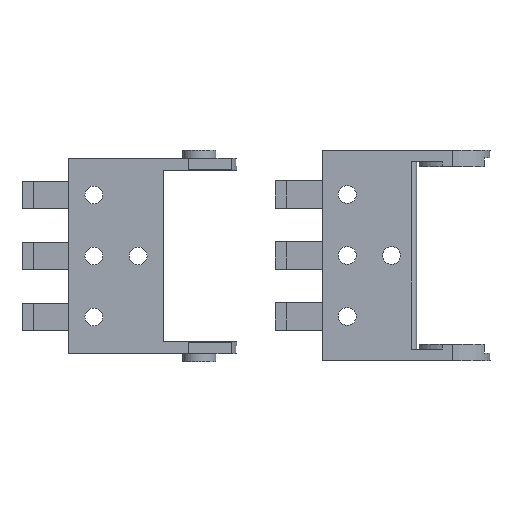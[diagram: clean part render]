
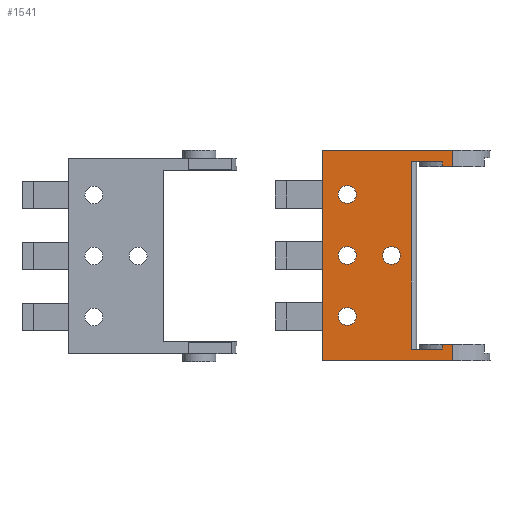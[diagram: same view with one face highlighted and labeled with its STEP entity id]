
A CAD part, front view. The second image highlights one B-rep face of the part: STEP entity #1541.
In plain terms, the highlighted planar face has unit normal (0, -1, 0).
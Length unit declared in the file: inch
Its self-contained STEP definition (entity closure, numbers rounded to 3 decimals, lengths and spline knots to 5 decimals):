
#17 = FACE_BOUND ( 'NONE', #1286, .T. ) ;
#33 = VERTEX_POINT ( 'NONE', #1934 ) ;
#134 = VECTOR ( 'NONE', #3661, 39.37008 ) ;
#143 = DIRECTION ( 'NONE',  ( 0., 1., 0. ) ) ;
#183 = ORIENTED_EDGE ( 'NONE', *, *, #1331, .T. ) ;
#194 = CIRCLE ( 'NONE', #993, 0.06299 ) ;
#196 = CARTESIAN_POINT ( 'NONE',  ( -0.74803, -0.26575, 0. ) ) ;
#211 = CARTESIAN_POINT ( 'NONE',  ( 0., -0.26575, 0.66535 ) ) ;
#220 = CARTESIAN_POINT ( 'NONE',  ( 0., -0.26575, 0.62992 ) ) ;
#245 = DIRECTION ( 'NONE',  ( 1., 0., 0. ) ) ;
#246 = VECTOR ( 'NONE', #2278, 39.37008 ) ;
#266 = EDGE_CURVE ( 'NONE', #3674, #3645, #3080, .T. ) ;
#324 = VECTOR ( 'NONE', #3951, 39.37008 ) ;
#401 = VECTOR ( 'NONE', #4121, 39.37008 ) ;
#407 = VERTEX_POINT ( 'NONE', #220 ) ;
#408 = VECTOR ( 'NONE', #2489, 39.37008 ) ;
#432 = DIRECTION ( 'NONE',  ( 0., 0., 1. ) ) ;
#433 = LINE ( 'NONE', #2652, #3072 ) ;
#435 = EDGE_CURVE ( 'NONE', #786, #2183, #1828, .T. ) ;
#454 = CARTESIAN_POINT ( 'NONE',  ( -0.43307, -0.26575, 0. ) ) ;
#489 = CARTESIAN_POINT ( 'NONE',  ( -0.29528, -0.26575, 0.66535 ) ) ;
#504 = LINE ( 'NONE', #2074, #1779 ) ;
#544 = LINE ( 'NONE', #211, #2683 ) ;
#602 = EDGE_CURVE ( 'NONE', #3674, #407, #3376, .T. ) ;
#616 = CARTESIAN_POINT ( 'NONE',  ( -0.07299, -0.26575, -0.62992 ) ) ;
#658 = PLANE ( 'NONE',  #2583 ) ;
#678 = VERTEX_POINT ( 'NONE', #1663 ) ;
#680 = DIRECTION ( 'NONE',  ( 0., -1., 0. ) ) ;
#719 = CARTESIAN_POINT ( 'NONE',  ( -0.74803, -0.26575, 0.49606 ) ) ;
#766 = ORIENTED_EDGE ( 'NONE', *, *, #602, .T. ) ;
#773 = ORIENTED_EDGE ( 'NONE', *, *, #266, .F. ) ;
#786 = VERTEX_POINT ( 'NONE', #2479 ) ;
#821 = ORIENTED_EDGE ( 'NONE', *, *, #1561, .T. ) ;
#906 = CARTESIAN_POINT ( 'NONE',  ( 0., -0.26575, 0.74803 ) ) ;
#919 = DIRECTION ( 'NONE',  ( 0., 1., 0. ) ) ;
#966 = VERTEX_POINT ( 'NONE', #489 ) ;
#993 = AXIS2_PLACEMENT_3D ( 'NONE', #2041, #143, #2426 ) ;
#1071 = CARTESIAN_POINT ( 'NONE',  ( -0.07299, -0.26575, 0. ) ) ;
#1138 = ORIENTED_EDGE ( 'NONE', *, *, #2574, .T. ) ;
#1173 = CIRCLE ( 'NONE', #2587, 0.06299 ) ;
#1186 = CARTESIAN_POINT ( 'NONE',  ( 0., -0.26575, -0.62992 ) ) ;
#1210 = EDGE_CURVE ( 'NONE', #966, #3645, #544, .T. ) ;
#1225 = ORIENTED_EDGE ( 'NONE', *, *, #3427, .T. ) ;
#1280 = FACE_BOUND ( 'NONE', #2009, .T. ) ;
#1286 = EDGE_LOOP ( 'NONE', ( #821 ) ) ;
#1331 = EDGE_CURVE ( 'NONE', #407, #1802, #2106, .T. ) ;
#1343 = VERTEX_POINT ( 'NONE', #719 ) ;
#1361 = CARTESIAN_POINT ( 'NONE',  ( 0., -0.26575, -0.62992 ) ) ;
#1375 = LINE ( 'NONE', #1071, #324 ) ;
#1400 = EDGE_LOOP ( 'NONE', ( #3116, #773, #766, #183, #1628, #1225, #2851, #3085, #1694, #2244, #3493, #1138 ) ) ;
#1436 = EDGE_CURVE ( 'NONE', #1802, #1921, #2193, .T. ) ;
#1478 = DIRECTION ( 'NONE',  ( 0., 0., 1. ) ) ;
#1502 = ORIENTED_EDGE ( 'NONE', *, *, #2088, .T. ) ;
#1511 = CIRCLE ( 'NONE', #1841, 0.06299 ) ;
#1541 = ADVANCED_FACE ( 'NONE', ( #17, #2252, #3567, #1280, #2568 ), #658, .T. ) ;
#1561 = EDGE_CURVE ( 'NONE', #33, #33, #1511, .T. ) ;
#1628 = ORIENTED_EDGE ( 'NONE', *, *, #1436, .T. ) ;
#1630 = CARTESIAN_POINT ( 'NONE',  ( -0.9252, -0.26575, 0. ) ) ;
#1663 = CARTESIAN_POINT ( 'NONE',  ( -0.74803, -0.26575, 0.06299 ) ) ;
#1694 = ORIENTED_EDGE ( 'NONE', *, *, #3237, .T. ) ;
#1704 = DIRECTION ( 'NONE',  ( 1., 0., 0. ) ) ;
#1737 = CARTESIAN_POINT ( 'NONE',  ( -0.07299, -0.26575, -0.66535 ) ) ;
#1779 = VECTOR ( 'NONE', #3325, 39.37008 ) ;
#1794 = EDGE_CURVE ( 'NONE', #678, #678, #3798, .T. ) ;
#1802 = VERTEX_POINT ( 'NONE', #906 ) ;
#1828 = LINE ( 'NONE', #2838, #401 ) ;
#1831 = CARTESIAN_POINT ( 'NONE',  ( 0., -0.26575, 0. ) ) ;
#1841 = AXIS2_PLACEMENT_3D ( 'NONE', #454, #2635, #432 ) ;
#1921 = VERTEX_POINT ( 'NONE', #2447 ) ;
#1922 = CARTESIAN_POINT ( 'NONE',  ( -0.07299, -0.26575, 0.66535 ) ) ;
#1933 = EDGE_CURVE ( 'NONE', #2018, #2536, #504, .T. ) ;
#1934 = CARTESIAN_POINT ( 'NONE',  ( -0.43307, -0.26575, 0.06299 ) ) ;
#1962 = ORIENTED_EDGE ( 'NONE', *, *, #1794, .T. ) ;
#2009 = EDGE_LOOP ( 'NONE', ( #1502 ) ) ;
#2018 = VERTEX_POINT ( 'NONE', #1737 ) ;
#2041 = CARTESIAN_POINT ( 'NONE',  ( -0.74803, -0.26575, 0.43307 ) ) ;
#2044 = VECTOR ( 'NONE', #2613, 39.37008 ) ;
#2074 = CARTESIAN_POINT ( 'NONE',  ( 0., -0.26575, -0.66535 ) ) ;
#2088 = EDGE_CURVE ( 'NONE', #3315, #3315, #1173, .T. ) ;
#2106 = LINE ( 'NONE', #1831, #408 ) ;
#2118 = AXIS2_PLACEMENT_3D ( 'NONE', #196, #4103, #2437 ) ;
#2183 = VERTEX_POINT ( 'NONE', #1186 ) ;
#2193 = LINE ( 'NONE', #3483, #2044 ) ;
#2203 = LINE ( 'NONE', #1630, #3682 ) ;
#2221 = EDGE_LOOP ( 'NONE', ( #3193 ) ) ;
#2243 = DIRECTION ( 'NONE',  ( 0., 0., -1. ) ) ;
#2244 = ORIENTED_EDGE ( 'NONE', *, *, #3684, .F. ) ;
#2249 = CARTESIAN_POINT ( 'NONE',  ( -0.74803, -0.26575, -0.37008 ) ) ;
#2252 = FACE_BOUND ( 'NONE', #2905, .T. ) ;
#2278 = DIRECTION ( 'NONE',  ( 0., 0., 1. ) ) ;
#2293 = VERTEX_POINT ( 'NONE', #2386 ) ;
#2298 = DIRECTION ( 'NONE',  ( 0., 0., -1. ) ) ;
#2379 = DIRECTION ( 'NONE',  ( -1., 0., 0. ) ) ;
#2386 = CARTESIAN_POINT ( 'NONE',  ( -0.9252, -0.26575, -0.74803 ) ) ;
#2426 = DIRECTION ( 'NONE',  ( 0., 0., 1. ) ) ;
#2437 = DIRECTION ( 'NONE',  ( 0., 0., 1. ) ) ;
#2443 = CARTESIAN_POINT ( 'NONE',  ( -0.29528, -0.26575, -0.66535 ) ) ;
#2447 = CARTESIAN_POINT ( 'NONE',  ( -0.9252, -0.26575, 0.74803 ) ) ;
#2479 = CARTESIAN_POINT ( 'NONE',  ( 0., -0.26575, -0.74803 ) ) ;
#2489 = DIRECTION ( 'NONE',  ( 0., 0., 1. ) ) ;
#2536 = VERTEX_POINT ( 'NONE', #2443 ) ;
#2568 = FACE_OUTER_BOUND ( 'NONE', #1400, .T. ) ;
#2574 = EDGE_CURVE ( 'NONE', #2536, #966, #4146, .T. ) ;
#2583 = AXIS2_PLACEMENT_3D ( 'NONE', #3900, #680, #2298 ) ;
#2587 = AXIS2_PLACEMENT_3D ( 'NONE', #3448, #919, #3819 ) ;
#2613 = DIRECTION ( 'NONE',  ( -1., 0., 0. ) ) ;
#2635 = DIRECTION ( 'NONE',  ( 0., 1., 0. ) ) ;
#2652 = CARTESIAN_POINT ( 'NONE',  ( 0., -0.26575, -0.74803 ) ) ;
#2662 = CARTESIAN_POINT ( 'NONE',  ( -0.07299, -0.26575, 0.62992 ) ) ;
#2683 = VECTOR ( 'NONE', #245, 39.37008 ) ;
#2789 = EDGE_CURVE ( 'NONE', #2293, #786, #433, .T. ) ;
#2838 = CARTESIAN_POINT ( 'NONE',  ( 0., -0.26575, 0. ) ) ;
#2851 = ORIENTED_EDGE ( 'NONE', *, *, #2789, .T. ) ;
#2905 = EDGE_LOOP ( 'NONE', ( #1962 ) ) ;
#3024 = CARTESIAN_POINT ( 'NONE',  ( -0.07299, -0.26575, 0. ) ) ;
#3036 = CARTESIAN_POINT ( 'NONE',  ( 0., -0.26575, 0.62992 ) ) ;
#3072 = VECTOR ( 'NONE', #1704, 39.37008 ) ;
#3080 = LINE ( 'NONE', #3024, #4096 ) ;
#3085 = ORIENTED_EDGE ( 'NONE', *, *, #435, .T. ) ;
#3116 = ORIENTED_EDGE ( 'NONE', *, *, #1210, .T. ) ;
#3193 = ORIENTED_EDGE ( 'NONE', *, *, #3965, .T. ) ;
#3237 = EDGE_CURVE ( 'NONE', #2183, #4090, #3915, .T. ) ;
#3315 = VERTEX_POINT ( 'NONE', #2249 ) ;
#3325 = DIRECTION ( 'NONE',  ( -1., 0., 0. ) ) ;
#3376 = LINE ( 'NONE', #3036, #134 ) ;
#3427 = EDGE_CURVE ( 'NONE', #1921, #2293, #2203, .T. ) ;
#3448 = CARTESIAN_POINT ( 'NONE',  ( -0.74803, -0.26575, -0.43307 ) ) ;
#3483 = CARTESIAN_POINT ( 'NONE',  ( 0., -0.26575, 0.74803 ) ) ;
#3493 = ORIENTED_EDGE ( 'NONE', *, *, #1933, .T. ) ;
#3567 = FACE_BOUND ( 'NONE', #2221, .T. ) ;
#3645 = VERTEX_POINT ( 'NONE', #1922 ) ;
#3661 = DIRECTION ( 'NONE',  ( 1., 0., 0. ) ) ;
#3674 = VERTEX_POINT ( 'NONE', #2662 ) ;
#3678 = VECTOR ( 'NONE', #2379, 39.37008 ) ;
#3682 = VECTOR ( 'NONE', #2243, 39.37008 ) ;
#3684 = EDGE_CURVE ( 'NONE', #2018, #4090, #1375, .T. ) ;
#3798 = CIRCLE ( 'NONE', #2118, 0.06299 ) ;
#3819 = DIRECTION ( 'NONE',  ( 0., 0., 1. ) ) ;
#3875 = CARTESIAN_POINT ( 'NONE',  ( -0.29528, -0.26575, 0. ) ) ;
#3900 = CARTESIAN_POINT ( 'NONE',  ( 0., -0.26575, 0. ) ) ;
#3915 = LINE ( 'NONE', #1361, #3678 ) ;
#3951 = DIRECTION ( 'NONE',  ( 0., 0., 1. ) ) ;
#3965 = EDGE_CURVE ( 'NONE', #1343, #1343, #194, .T. ) ;
#4090 = VERTEX_POINT ( 'NONE', #616 ) ;
#4096 = VECTOR ( 'NONE', #1478, 39.37008 ) ;
#4103 = DIRECTION ( 'NONE',  ( 0., 1., 0. ) ) ;
#4121 = DIRECTION ( 'NONE',  ( 0., 0., 1. ) ) ;
#4146 = LINE ( 'NONE', #3875, #246 ) ;
